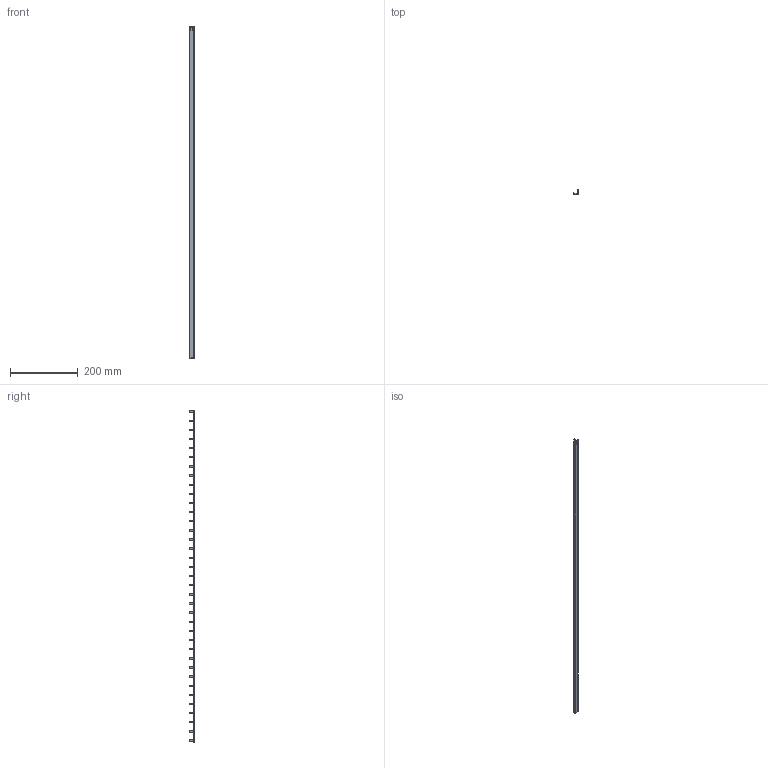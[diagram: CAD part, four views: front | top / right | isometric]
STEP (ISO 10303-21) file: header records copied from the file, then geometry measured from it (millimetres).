
FILE_DESCRIPTION((''),'2;1');
FILE_NAME('STP-3086_ASM','2021-05-10T',('marketing.praksa'),('Audax d.o.o.'),'CREO PARAMETRIC BY PTC INC, 2017480','CREO PARAMETRIC BY PTC INC, 2017480','');
FILE_SCHEMA(('AUTOMOTIVE_DESIGN { 1 0 10303 214 1 1 1 1 }'));
Length unit declared in the file: millimetre
Products named in the file (5): STP-3086; PRT0146; PRT0147; PRT9502; STP-3086_ASM
Assembly tree (4 placements, depth 2):
  STP-3086_ASM
    STP-3086
    PRT0146
    PRT0147
    PRT9502
Bounding box: 14.7 x 16 x 981 mm (x, y, z)
Volume: 103668.2 mm3; surface area: 74014.5 mm2
Topology: 42 solids, 42 shells, 513 faces, 1269 edges, 846 vertices
Faces by surface type: plane 318, cylinder 195
Entity records: 23514 total; most frequent: CARTESIAN_POINT 3363, ORIENTED_EDGE 2538, DIRECTION 2383, PRESENTATION_STYLE_ASSIGNMENT 1824, STYLED_ITEM 1824, CURVE_STYLE 1269, EDGE_CURVE 1269, VECTOR 879
